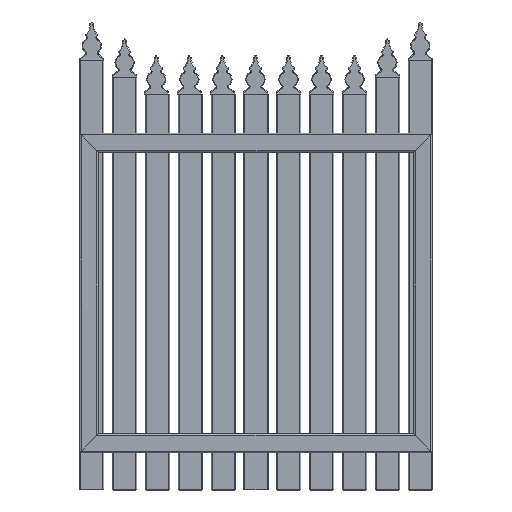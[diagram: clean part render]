
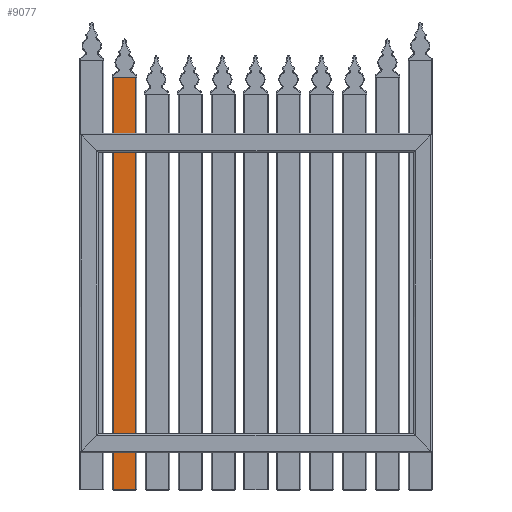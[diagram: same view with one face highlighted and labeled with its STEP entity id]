
A CAD part, top view. The second image highlights one B-rep face of the part: STEP entity #9077.
In plain terms, the highlighted planar face has unit normal (0, 0, 1).
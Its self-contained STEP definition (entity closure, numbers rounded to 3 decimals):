
#325 = EDGE_CURVE ( 'NONE', #3495, #5900, #4094, .T. ) ;
#342 = ORIENTED_EDGE ( 'NONE', *, *, #4020, .F. ) ;
#443 = DIRECTION ( 'NONE',  ( 1., 0., 0. ) ) ;
#1590 = LINE ( 'NONE', #1651, #5404 ) ;
#1651 = CARTESIAN_POINT ( 'NONE',  ( -381.5, -635., 8. ) ) ;
#2241 = EDGE_CURVE ( 'NONE', #8271, #10841, #1590, .T. ) ;
#2316 = DIRECTION ( 'NONE',  ( 0., 0., 1. ) ) ;
#2348 = ORIENTED_EDGE ( 'NONE', *, *, #11826, .T. ) ;
#2486 = EDGE_LOOP ( 'NONE', ( #342, #3981, #2348, #6078 ) ) ;
#3495 = VERTEX_POINT ( 'NONE', #6264 ) ;
#3939 = VECTOR ( 'NONE', #7827, 1000. ) ;
#3981 = ORIENTED_EDGE ( 'NONE', *, *, #2241, .F. ) ;
#4020 = EDGE_CURVE ( 'NONE', #10841, #5900, #10499, .T. ) ;
#4094 = LINE ( 'NONE', #5853, #8425 ) ;
#4823 = PLANE ( 'NONE',  #7466 ) ;
#4966 = DIRECTION ( 'NONE',  ( 1., 0., 0. ) ) ;
#5404 = VECTOR ( 'NONE', #9062, 1000. ) ;
#5853 = CARTESIAN_POINT ( 'NONE',  ( -322.5, -635., 8. ) ) ;
#5866 = CARTESIAN_POINT ( 'NONE',  ( -384.5, 470., 8. ) ) ;
#5900 = VERTEX_POINT ( 'NONE', #10506 ) ;
#6078 = ORIENTED_EDGE ( 'NONE', *, *, #325, .T. ) ;
#6264 = CARTESIAN_POINT ( 'NONE',  ( -322.5, -635., 8. ) ) ;
#6406 = CARTESIAN_POINT ( 'NONE',  ( -381.5, 470., 8. ) ) ;
#7466 = AXIS2_PLACEMENT_3D ( 'NONE', #8879, #2316, #443 ) ;
#7827 = DIRECTION ( 'NONE',  ( 1., 0., 0. ) ) ;
#8271 = VERTEX_POINT ( 'NONE', #11105 ) ;
#8425 = VECTOR ( 'NONE', #11503, 1000. ) ;
#8471 = FACE_OUTER_BOUND ( 'NONE', #2486, .T. ) ;
#8879 = CARTESIAN_POINT ( 'NONE',  ( -381.5, -635., 8. ) ) ;
#9062 = DIRECTION ( 'NONE',  ( 0., 1., 0. ) ) ;
#9077 = ADVANCED_FACE ( 'NONE', ( #8471 ), #4823, .T. ) ;
#9584 = CARTESIAN_POINT ( 'NONE',  ( -381.5, -635., 8. ) ) ;
#9706 = LINE ( 'NONE', #9584, #10309 ) ;
#10309 = VECTOR ( 'NONE', #4966, 1000. ) ;
#10499 = LINE ( 'NONE', #5866, #3939 ) ;
#10506 = CARTESIAN_POINT ( 'NONE',  ( -322.5, 470., 8. ) ) ;
#10841 = VERTEX_POINT ( 'NONE', #6406 ) ;
#11105 = CARTESIAN_POINT ( 'NONE',  ( -381.5, -635., 8. ) ) ;
#11503 = DIRECTION ( 'NONE',  ( 0., 1., 0. ) ) ;
#11826 = EDGE_CURVE ( 'NONE', #8271, #3495, #9706, .T. ) ;
